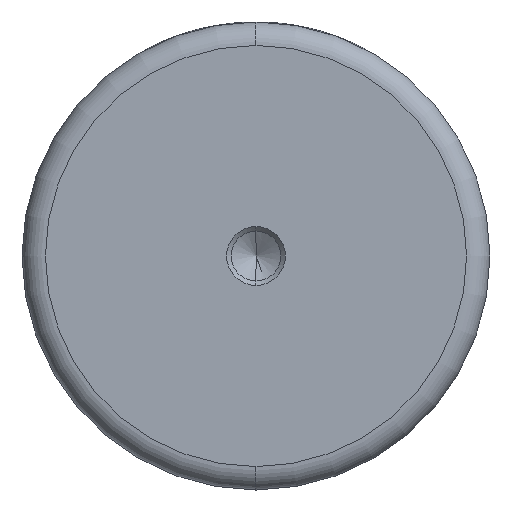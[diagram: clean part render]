
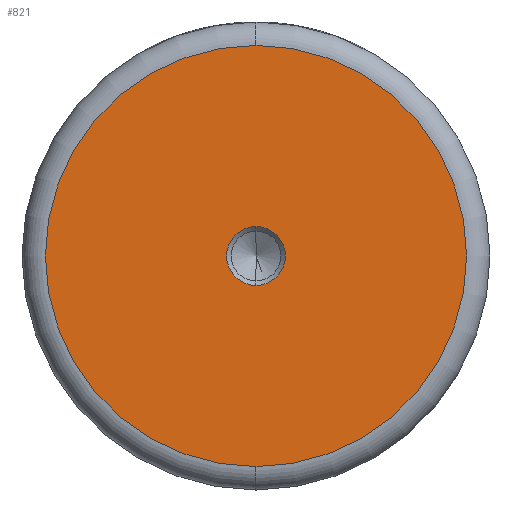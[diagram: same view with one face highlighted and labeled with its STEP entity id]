
A CAD part, left-side view. The second image highlights one B-rep face of the part: STEP entity #821.
In plain terms, the highlighted planar face has unit normal (-1, 0, 0).
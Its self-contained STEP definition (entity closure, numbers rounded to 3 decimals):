
#69 = ORIENTED_EDGE ( 'NONE', *, *, #97, .T. ) ;
#71 = CIRCLE ( 'NONE', #308, 36. ) ;
#97 = EDGE_CURVE ( 'NONE', #1532, #151, #71, .T. ) ;
#151 = VERTEX_POINT ( 'NONE', #609 ) ;
#232 = DIRECTION ( 'NONE',  ( -1., 0., 0. ) ) ;
#253 = EDGE_LOOP ( 'NONE', ( #1494, #744 ) ) ;
#270 = PLANE ( 'NONE',  #1179 ) ;
#308 = AXIS2_PLACEMENT_3D ( 'NONE', #951, #232, #1073 ) ;
#460 = CARTESIAN_POINT ( 'NONE',  ( 0., 0., 0. ) ) ;
#466 = DIRECTION ( 'NONE',  ( -1., 0., 0. ) ) ;
#521 = DIRECTION ( 'NONE',  ( 0., 0., 1. ) ) ;
#523 = AXIS2_PLACEMENT_3D ( 'NONE', #1173, #466, #1302 ) ;
#565 = CIRCLE ( 'NONE', #523, 5.025 ) ;
#576 = DIRECTION ( 'NONE',  ( 0., 0., 1. ) ) ;
#593 = EDGE_CURVE ( 'NONE', #151, #1532, #723, .T. ) ;
#595 = AXIS2_PLACEMENT_3D ( 'NONE', #1432, #714, #1548 ) ;
#609 = CARTESIAN_POINT ( 'NONE',  ( 0., 0., 36. ) ) ;
#678 = FACE_OUTER_BOUND ( 'NONE', #1314, .T. ) ;
#686 = CARTESIAN_POINT ( 'NONE',  ( 0., 0., 5.025 ) ) ;
#714 = DIRECTION ( 'NONE',  ( -1., 0., 0. ) ) ;
#723 = CIRCLE ( 'NONE', #595, 36. ) ;
#744 = ORIENTED_EDGE ( 'NONE', *, *, #1134, .F. ) ;
#821 = ADVANCED_FACE ( 'NONE', ( #949, #678 ), #270, .T. ) ;
#903 = AXIS2_PLACEMENT_3D ( 'NONE', #460, #1294, #576 ) ;
#949 = FACE_BOUND ( 'NONE', #253, .T. ) ;
#951 = CARTESIAN_POINT ( 'NONE',  ( 0., 0., 0. ) ) ;
#1073 = DIRECTION ( 'NONE',  ( 0., 0., 1. ) ) ;
#1107 = CARTESIAN_POINT ( 'NONE',  ( 0., 0., 0. ) ) ;
#1134 = EDGE_CURVE ( 'NONE', #1553, #1138, #1298, .T. ) ;
#1138 = VERTEX_POINT ( 'NONE', #686 ) ;
#1173 = CARTESIAN_POINT ( 'NONE',  ( 0., 0., 0. ) ) ;
#1179 = AXIS2_PLACEMENT_3D ( 'NONE', #1107, #1230, #521 ) ;
#1230 = DIRECTION ( 'NONE',  ( -1., 0., 0. ) ) ;
#1278 = ORIENTED_EDGE ( 'NONE', *, *, #593, .T. ) ;
#1294 = DIRECTION ( 'NONE',  ( -1., 0., 0. ) ) ;
#1298 = CIRCLE ( 'NONE', #903, 5.025 ) ;
#1302 = DIRECTION ( 'NONE',  ( 0., 0., 1. ) ) ;
#1314 = EDGE_LOOP ( 'NONE', ( #1278, #69 ) ) ;
#1355 = CARTESIAN_POINT ( 'NONE',  ( 0., 0., -5.025 ) ) ;
#1428 = EDGE_CURVE ( 'NONE', #1138, #1553, #565, .T. ) ;
#1432 = CARTESIAN_POINT ( 'NONE',  ( 0., 0., 0. ) ) ;
#1457 = CARTESIAN_POINT ( 'NONE',  ( 0., 0., -36. ) ) ;
#1494 = ORIENTED_EDGE ( 'NONE', *, *, #1428, .F. ) ;
#1532 = VERTEX_POINT ( 'NONE', #1457 ) ;
#1548 = DIRECTION ( 'NONE',  ( 0., 0., 1. ) ) ;
#1553 = VERTEX_POINT ( 'NONE', #1355 ) ;
